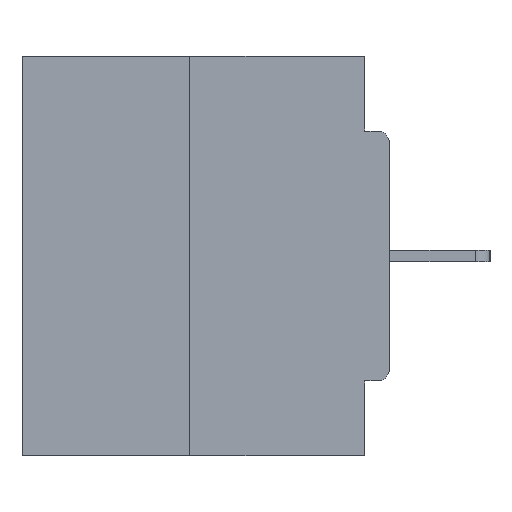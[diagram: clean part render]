
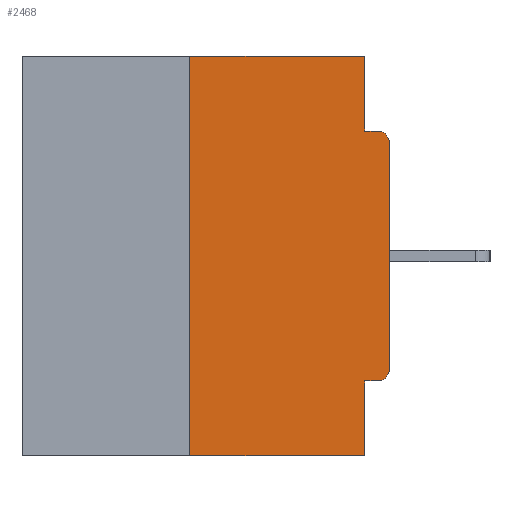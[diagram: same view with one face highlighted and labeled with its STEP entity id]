
A CAD part, left-side view. The second image highlights one B-rep face of the part: STEP entity #2468.
In plain terms, the highlighted planar face has unit normal (-1, 0, 0).
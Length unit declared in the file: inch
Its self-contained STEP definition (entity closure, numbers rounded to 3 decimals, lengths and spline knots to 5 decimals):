
#56 = CARTESIAN_POINT ( 'NONE',  ( 0., 0.25, 0. ) ) ;
#220 = VERTEX_POINT ( 'NONE', #8274 ) ;
#832 = DIRECTION ( 'NONE',  ( 0., 0., -1. ) ) ;
#1154 = ORIENTED_EDGE ( 'NONE', *, *, #5787, .F. ) ;
#1449 = VECTOR ( 'NONE', #28087, 39.37008 ) ;
#1867 = DIRECTION ( 'NONE',  ( 0., -1., 0. ) ) ;
#1964 = LINE ( 'NONE', #16379, #20545 ) ;
#2411 = EDGE_LOOP ( 'NONE', ( #29951, #12556, #28601, #5776, #7463, #10895, #5415, #5443, #24741, #1154 ) ) ;
#2468 = ADVANCED_FACE ( 'NONE', ( #9458 ), #26140, .F. ) ;
#2547 = AXIS2_PLACEMENT_3D ( 'NONE', #21022, #26348, #832 ) ;
#2550 = CARTESIAN_POINT ( 'NONE',  ( 0., 0.031, 0. ) ) ;
#3062 = VERTEX_POINT ( 'NONE', #56 ) ;
#3937 = VERTEX_POINT ( 'NONE', #13326 ) ;
#4221 = DIRECTION ( 'NONE',  ( 0., -1., 0. ) ) ;
#4242 = EDGE_CURVE ( 'NONE', #9659, #9399, #20445, .T. ) ;
#4532 = CARTESIAN_POINT ( 'NONE',  ( 0., 0.46, 0. ) ) ;
#4651 = CARTESIAN_POINT ( 'NONE',  ( 0., 0.25, 0. ) ) ;
#4996 = VERTEX_POINT ( 'NONE', #7260 ) ;
#5415 = ORIENTED_EDGE ( 'NONE', *, *, #6881, .T. ) ;
#5443 = ORIENTED_EDGE ( 'NONE', *, *, #5705, .T. ) ;
#5548 = EDGE_CURVE ( 'NONE', #3937, #3062, #29976, .T. ) ;
#5705 = EDGE_CURVE ( 'NONE', #14046, #9399, #23747, .T. ) ;
#5776 = ORIENTED_EDGE ( 'NONE', *, *, #9555, .F. ) ;
#5787 = EDGE_CURVE ( 'NONE', #5829, #9659, #18954, .T. ) ;
#5829 = VERTEX_POINT ( 'NONE', #2550 ) ;
#6312 = DIRECTION ( 'NONE',  ( -1., 0., 0. ) ) ;
#6881 = EDGE_CURVE ( 'NONE', #27913, #14046, #7739, .T. ) ;
#7260 = CARTESIAN_POINT ( 'NONE',  ( 0., 0.031, -0.4065 ) ) ;
#7425 = DIRECTION ( 'NONE',  ( 0., 1., 0. ) ) ;
#7463 = ORIENTED_EDGE ( 'NONE', *, *, #8183, .F. ) ;
#7739 = LINE ( 'NONE', #12411, #19370 ) ;
#8183 = EDGE_CURVE ( 'NONE', #28336, #4996, #17131, .T. ) ;
#8274 = CARTESIAN_POINT ( 'NONE',  ( 0., 0.031, -0.5 ) ) ;
#9399 = VERTEX_POINT ( 'NONE', #19515 ) ;
#9458 = FACE_OUTER_BOUND ( 'NONE', #2411, .T. ) ;
#9555 = EDGE_CURVE ( 'NONE', #4996, #220, #1964, .T. ) ;
#9659 = VERTEX_POINT ( 'NONE', #22106 ) ;
#9712 = DIRECTION ( 'NONE',  ( 0., 0., -1. ) ) ;
#9906 = CARTESIAN_POINT ( 'NONE',  ( 0., 0.46, 0. ) ) ;
#10895 = ORIENTED_EDGE ( 'NONE', *, *, #24831, .T. ) ;
#11805 = DIRECTION ( 'NONE',  ( 0., 0., -1. ) ) ;
#12411 = CARTESIAN_POINT ( 'NONE',  ( 0., 0., 0. ) ) ;
#12556 = ORIENTED_EDGE ( 'NONE', *, *, #5548, .F. ) ;
#12786 = VECTOR ( 'NONE', #28366, 39.37008 ) ;
#13143 = EDGE_CURVE ( 'NONE', #3937, #220, #17479, .T. ) ;
#13249 = DIRECTION ( 'NONE',  ( 0., -1., 0. ) ) ;
#13326 = CARTESIAN_POINT ( 'NONE',  ( 0., 0.25, -0.5 ) ) ;
#13570 = CARTESIAN_POINT ( 'NONE',  ( 0., 0.015, -0.4065 ) ) ;
#14046 = VERTEX_POINT ( 'NONE', #19296 ) ;
#14498 = VECTOR ( 'NONE', #1867, 39.37008 ) ;
#14626 = AXIS2_PLACEMENT_3D ( 'NONE', #9906, #26249, #9712 ) ;
#15704 = DIRECTION ( 'NONE',  ( 0., 0., -1. ) ) ;
#16379 = CARTESIAN_POINT ( 'NONE',  ( 0., 0.031, -0.5 ) ) ;
#17125 = VECTOR ( 'NONE', #4221, 39.37008 ) ;
#17131 = LINE ( 'NONE', #28725, #17831 ) ;
#17479 = LINE ( 'NONE', #25122, #17125 ) ;
#17696 = CARTESIAN_POINT ( 'NONE',  ( 0., 0., -0.3915 ) ) ;
#17831 = VECTOR ( 'NONE', #7425, 39.37008 ) ;
#18954 = LINE ( 'NONE', #28052, #12786 ) ;
#19296 = CARTESIAN_POINT ( 'NONE',  ( 0., 0., -0.1085 ) ) ;
#19370 = VECTOR ( 'NONE', #28932, 39.37008 ) ;
#19515 = CARTESIAN_POINT ( 'NONE',  ( 0., 0.015, -0.0935 ) ) ;
#20090 = AXIS2_PLACEMENT_3D ( 'NONE', #20259, #6312, #15704 ) ;
#20259 = CARTESIAN_POINT ( 'NONE',  ( 0., 0.015, -0.1085 ) ) ;
#20445 = LINE ( 'NONE', #29471, #24493 ) ;
#20545 = VECTOR ( 'NONE', #11805, 39.37008 ) ;
#20653 = LINE ( 'NONE', #4532, #14498 ) ;
#21022 = CARTESIAN_POINT ( 'NONE',  ( 0., 0.015, -0.3915 ) ) ;
#22106 = CARTESIAN_POINT ( 'NONE',  ( 0., 0.031, -0.0935 ) ) ;
#23322 = CIRCLE ( 'NONE', #2547, 0.015 ) ;
#23747 = CIRCLE ( 'NONE', #20090, 0.015 ) ;
#24000 = EDGE_CURVE ( 'NONE', #3062, #5829, #20653, .T. ) ;
#24493 = VECTOR ( 'NONE', #13249, 39.37008 ) ;
#24741 = ORIENTED_EDGE ( 'NONE', *, *, #4242, .F. ) ;
#24831 = EDGE_CURVE ( 'NONE', #28336, #27913, #23322, .T. ) ;
#25122 = CARTESIAN_POINT ( 'NONE',  ( 0., 0.46, -0.5 ) ) ;
#26140 = PLANE ( 'NONE',  #14626 ) ;
#26249 = DIRECTION ( 'NONE',  ( 1., 0., 0. ) ) ;
#26348 = DIRECTION ( 'NONE',  ( -1., 0., 0. ) ) ;
#27913 = VERTEX_POINT ( 'NONE', #17696 ) ;
#28052 = CARTESIAN_POINT ( 'NONE',  ( 0., 0.031, 0. ) ) ;
#28087 = DIRECTION ( 'NONE',  ( 0., 0., 1. ) ) ;
#28336 = VERTEX_POINT ( 'NONE', #13570 ) ;
#28366 = DIRECTION ( 'NONE',  ( 0., 0., -1. ) ) ;
#28601 = ORIENTED_EDGE ( 'NONE', *, *, #13143, .T. ) ;
#28725 = CARTESIAN_POINT ( 'NONE',  ( 0., 0., -0.4065 ) ) ;
#28932 = DIRECTION ( 'NONE',  ( 0., 0., 1. ) ) ;
#29471 = CARTESIAN_POINT ( 'NONE',  ( 0., 0., -0.0935 ) ) ;
#29951 = ORIENTED_EDGE ( 'NONE', *, *, #24000, .F. ) ;
#29976 = LINE ( 'NONE', #4651, #1449 ) ;
